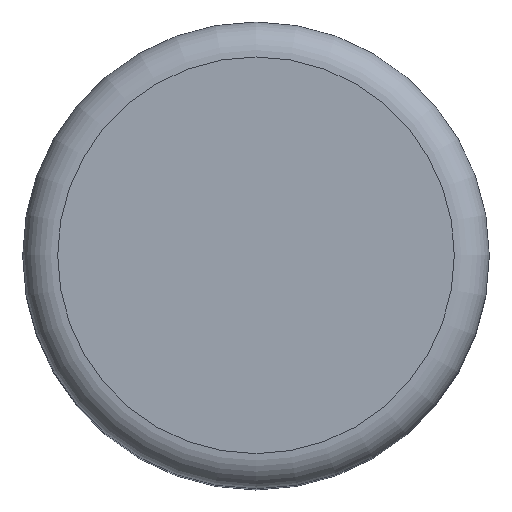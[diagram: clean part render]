
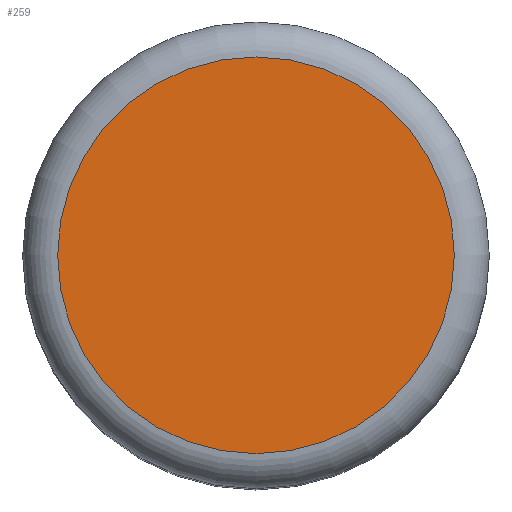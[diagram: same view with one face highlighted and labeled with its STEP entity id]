
A CAD part, top view. The second image highlights one B-rep face of the part: STEP entity #259.
In plain terms, the highlighted planar face has unit normal (0, 0, 1).
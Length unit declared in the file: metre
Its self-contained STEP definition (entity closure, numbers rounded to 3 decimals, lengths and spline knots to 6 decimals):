
#30=PLANE('',#351);
#52=CIRCLE('',#350,0.0085);
#104=ORIENTED_EDGE('',*,*,#130,.T.);
#130=EDGE_CURVE('',#152,#152,#52,.T.);
#152=VERTEX_POINT('',#515);
#194=EDGE_LOOP('',(#104));
#228=FACE_BOUND('',#194,.T.);
#259=ADVANCED_FACE('',(#228),#30,.T.);
#350=AXIS2_PLACEMENT_3D('',#514,#442,#443);
#351=AXIS2_PLACEMENT_3D('',#516,#444,#445);
#442=DIRECTION('',(0.,0.,1.));
#443=DIRECTION('',(1.,0.,0.));
#444=DIRECTION('',(0.,0.,1.));
#445=DIRECTION('',(1.,0.,0.));
#514=CARTESIAN_POINT('',(0.,0.,0.03485));
#515=CARTESIAN_POINT('',(0.0085,0.,0.03485));
#516=CARTESIAN_POINT('',(0.,0.,0.03485));
